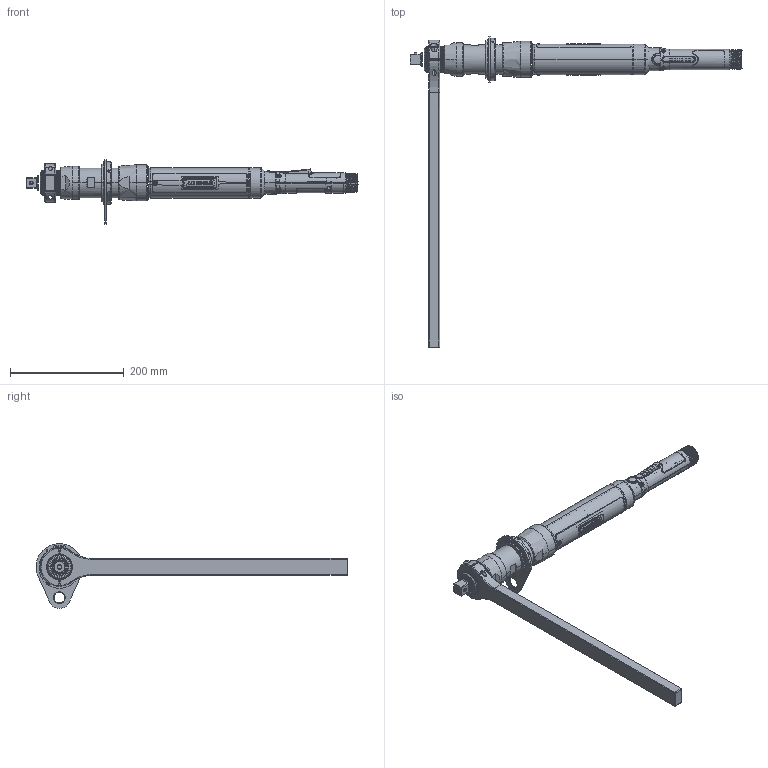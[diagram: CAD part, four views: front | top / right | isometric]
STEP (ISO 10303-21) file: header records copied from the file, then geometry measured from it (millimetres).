
FILE_DESCRIPTION((''),'2;1');
FILE_NAME('EB55LB2-700','2012-02-20T',('VST0704'),(''),'PRO/ENGINEER BY PARAMETRIC TECHNOLOGY CORPORATION, 2009460','PRO/ENGINEER BY PARAMETRIC TECHNOLOGY CORPORATION, 2009460','');
FILE_SCHEMA(('CONFIG_CONTROL_DESIGN'));
Products named in the file (1): EB55LB2-700
Bounding box: 584.72 x 549.15 x 114.14 mm (x, y, z)
Surface area: 211680.9 mm2 (no closed solid volume)
Topology: 0 solids, 388 shells, 874 faces, 5185 edges, 4649 vertices
Faces by surface type: cylinder 359, plane 234, bspline 130, cone 77, torus 54, extrusion 17, sphere 3
Entity records: 65452 total; most frequent: CARTESIAN_POINT 29882, DIRECTION 6458, ORIENTED_EDGE 5947, EDGE_CURVE 5183, VERTEX_POINT 4649, VECTOR 2246, LINE 2229, AXIS2_PLACEMENT_3D 2106
